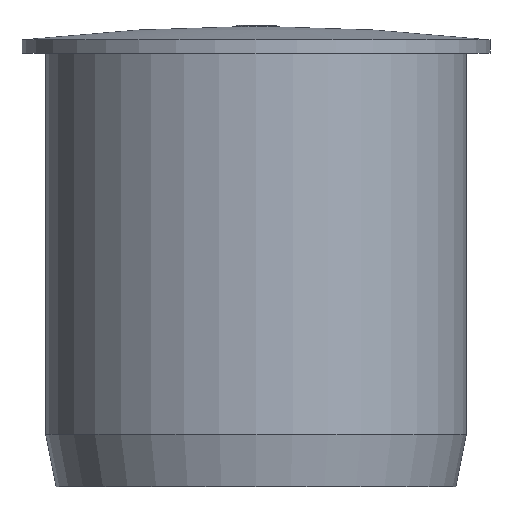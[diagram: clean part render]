
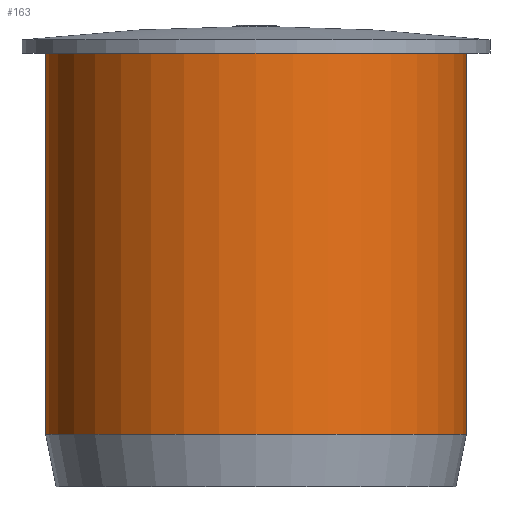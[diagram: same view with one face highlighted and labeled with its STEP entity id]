
A CAD part, front view. The second image highlights one B-rep face of the part: STEP entity #163.
In plain terms, the highlighted cylindrical face has radius 8 mm (diameter 16 mm), a full revolution.
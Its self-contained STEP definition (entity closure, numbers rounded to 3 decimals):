
#158=CYLINDRICAL_SURFACE('',#637,8.);
#163=ADVANCED_FACE('',(#204,#205),#158,.T.);
#204=FACE_BOUND('',#221,.T.);
#205=FACE_BOUND('',#222,.T.);
#221=EDGE_LOOP('',(#343));
#222=EDGE_LOOP('',(#344));
#343=ORIENTED_EDGE('',*,*,#554,.T.);
#344=ORIENTED_EDGE('',*,*,#553,.T.);
#498=VERTEX_POINT('',#965);
#499=VERTEX_POINT('',#968);
#553=EDGE_CURVE('',#498,#498,#618,.T.);
#554=EDGE_CURVE('',#499,#499,#619,.T.);
#618=CIRCLE('',#634,8.);
#619=CIRCLE('',#636,8.);
#634=AXIS2_PLACEMENT_3D('',#964,#676,#677);
#636=AXIS2_PLACEMENT_3D('',#967,#680,#681);
#637=AXIS2_PLACEMENT_3D('',#969,#682,#683);
#676=DIRECTION('',(0.,0.,-1.));
#677=DIRECTION('',(-1.,0.,0.));
#680=DIRECTION('',(0.,0.,1.));
#681=DIRECTION('',(1.,0.,0.));
#682=DIRECTION('',(0.,0.,-1.));
#683=DIRECTION('',(-1.,0.,0.));
#964=CARTESIAN_POINT('',(0.,0.,0.));
#965=CARTESIAN_POINT('',(-8.,0.,0.));
#967=CARTESIAN_POINT('',(0.,0.,-14.5));
#968=CARTESIAN_POINT('',(8.,0.,-14.5));
#969=CARTESIAN_POINT('',(0.,0.,0.));
